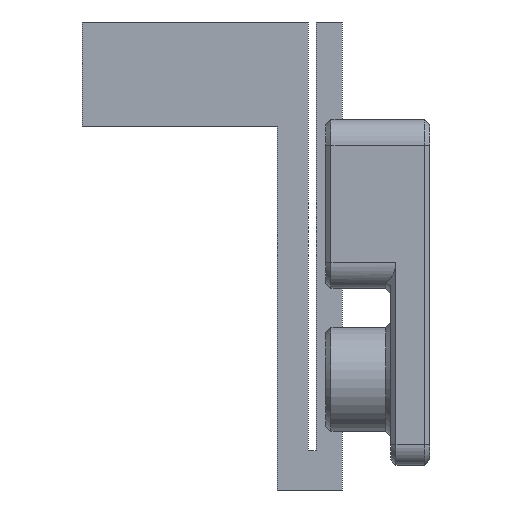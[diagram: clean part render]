
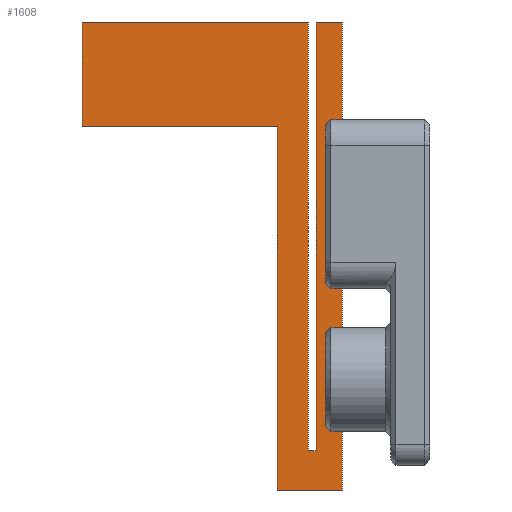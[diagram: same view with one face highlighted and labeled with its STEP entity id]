
A CAD part, left-side view. The second image highlights one B-rep face of the part: STEP entity #1608.
In plain terms, the highlighted planar face has unit normal (-1, 0, 0).
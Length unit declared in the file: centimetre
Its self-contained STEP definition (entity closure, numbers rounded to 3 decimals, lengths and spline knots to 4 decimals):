
#121=LINE($,#2700,#247);
#125=LINE($,#2721,#251);
#127=LINE($,#2726,#253);
#130=LINE($,#2732,#256);
#133=LINE($,#2738,#259);
#135=LINE($,#2741,#261);
#136=LINE($,#2743,#262);
#137=LINE($,#2745,#263);
#138=LINE($,#2747,#264);
#139=LINE($,#2748,#265);
#247=VECTOR($,#2238,1.74);
#251=VECTOR($,#2260,1.5);
#253=VECTOR($,#2264,3.3);
#256=VECTOR($,#2269,0.06);
#259=VECTOR($,#2274,3.3);
#261=VECTOR($,#2278,0.8);
#262=VECTOR($,#2279,2.8);
#263=VECTOR($,#2280,0.5);
#264=VECTOR($,#2281,3.6);
#265=VECTOR($,#2282,0.2);
#465=FACE_OUTER_BOUND($,#609,.T.);
#609=EDGE_LOOP($,(#1417,#1418,#1419,#1420,#1421,#1422,#1423,#1424,#1425,
#1426));
#806=VERTEX_POINT($,#2693);
#809=VERTEX_POINT($,#2698);
#815=VERTEX_POINT($,#2715);
#817=VERTEX_POINT($,#2719);
#819=VERTEX_POINT($,#2725);
#821=VERTEX_POINT($,#2731);
#823=VERTEX_POINT($,#2737);
#824=VERTEX_POINT($,#2742);
#825=VERTEX_POINT($,#2744);
#826=VERTEX_POINT($,#2746);
#1008=EDGE_CURVE($,#809,#806,#121,.T.);
#1016=EDGE_CURVE($,#815,#817,#125,.T.);
#1018=EDGE_CURVE($,#819,#806,#127,.F.);
#1021=EDGE_CURVE($,#821,#819,#130,.F.);
#1024=EDGE_CURVE($,#823,#821,#133,.F.);
#1026=EDGE_CURVE($,#815,#809,#135,.T.);
#1027=EDGE_CURVE($,#817,#824,#136,.T.);
#1028=EDGE_CURVE($,#825,#824,#137,.F.);
#1029=EDGE_CURVE($,#825,#826,#138,.T.);
#1030=EDGE_CURVE($,#823,#826,#139,.T.);
#1417=ORIENTED_EDGE($,*,*,#1024,.T.);
#1418=ORIENTED_EDGE($,*,*,#1021,.T.);
#1419=ORIENTED_EDGE($,*,*,#1018,.T.);
#1420=ORIENTED_EDGE($,*,*,#1008,.F.);
#1421=ORIENTED_EDGE($,*,*,#1026,.F.);
#1422=ORIENTED_EDGE($,*,*,#1016,.T.);
#1423=ORIENTED_EDGE($,*,*,#1027,.T.);
#1424=ORIENTED_EDGE($,*,*,#1028,.F.);
#1425=ORIENTED_EDGE($,*,*,#1029,.T.);
#1426=ORIENTED_EDGE($,*,*,#1030,.F.);
#1502=PLANE($,#1798);
#1608=ADVANCED_FACE($,(#465),#1502,.F.);
#1798=AXIS2_PLACEMENT_3D($,#2740,#2276,#2277);
#2238=DIRECTION($,(0.,-1.,0.));
#2260=DIRECTION($,(0.,-1.,0.));
#2264=DIRECTION($,(0.,0.,-1.));
#2269=DIRECTION($,(0.,-1.,0.));
#2274=DIRECTION($,(0.,0.,1.));
#2276=DIRECTION('center_axis',(1.,0.,0.));
#2277=DIRECTION('ref_axis',(0.,0.,-1.));
#2278=DIRECTION($,(0.,0.,1.));
#2279=DIRECTION($,(0.,0.,-1.));
#2280=DIRECTION($,(0.,-1.,0.));
#2281=DIRECTION($,(0.,0.,1.));
#2282=DIRECTION($,(0.,-1.,0.));
#2693=CARTESIAN_POINT('',(-18.0399,16.6386,14.0014));
#2698=CARTESIAN_POINT('',(-18.0399,18.3786,14.0014));
#2700=CARTESIAN_POINT($,(-18.0399,17.3786,14.0014));
#2715=CARTESIAN_POINT('',(-18.0399,18.3786,13.2014));
#2719=CARTESIAN_POINT('',(-18.0399,16.8786,13.2014));
#2721=CARTESIAN_POINT($,(-18.0399,17.8786,13.2014));
#2725=CARTESIAN_POINT('',(-18.0399,16.6386,10.7014));
#2726=CARTESIAN_POINT($,(-18.0399,16.6386,11.2514));
#2731=CARTESIAN_POINT('',(-18.0399,16.5786,10.7014));
#2732=CARTESIAN_POINT($,(-18.0399,16.9536,10.7014));
#2737=CARTESIAN_POINT('',(-18.0399,16.5786,14.0014));
#2738=CARTESIAN_POINT($,(-18.0399,16.5786,13.0014));
#2740=CARTESIAN_POINT('Origin',(-18.0399,17.3786,12.0014));
#2741=CARTESIAN_POINT($,(-18.0399,18.3786,12.0014));
#2742=CARTESIAN_POINT('',(-18.0399,16.8786,10.4014));
#2743=CARTESIAN_POINT($,(-18.0399,16.8786,12.0014));
#2744=CARTESIAN_POINT('',(-18.0399,16.3786,10.4014));
#2745=CARTESIAN_POINT($,(-18.0399,17.3786,10.4014));
#2746=CARTESIAN_POINT('',(-18.0399,16.3786,14.0014));
#2747=CARTESIAN_POINT($,(-18.0399,16.3786,12.0014));
#2748=CARTESIAN_POINT($,(-18.0399,17.3786,14.0014));
